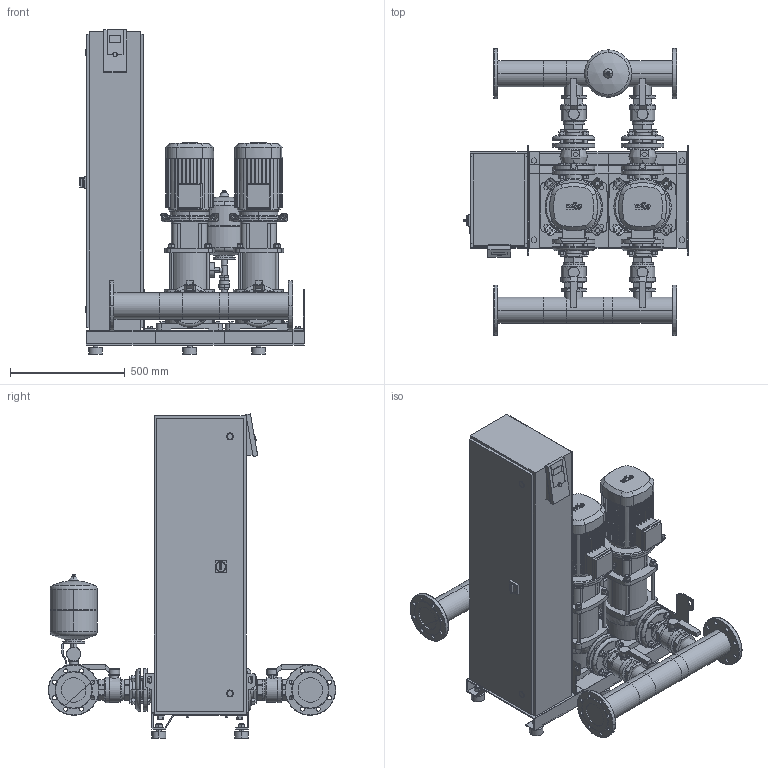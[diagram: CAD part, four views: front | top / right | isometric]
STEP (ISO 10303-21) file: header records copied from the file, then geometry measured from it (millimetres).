
FILE_DESCRIPTION((''),'2;1');
FILE_NAME('3d_SiBoostSmart2HELIXV3602-2540760.stp','2016-01-25T10:20:37',(''),(''),'Mechanical Desktop 2009','Mechanical Desktop 2009',', , ');
FILE_SCHEMA(('CONFIG_CONTROL_DESIGN'));
Length unit declared in the file: millimetre
Products named in the file (1): Product
Bounding box: 980 x 1251 x 1413.4 mm (x, y, z)
Volume: 231667267.2 mm3; surface area: 11922375.9 mm2
Topology: 147 solids, 147 shells, 3424 faces, 8534 edges, 5551 vertices
Faces by surface type: plane 1265, bspline 1211, cylinder 742, cone 138, torus 62, sphere 6
Entity records: 113943 total; most frequent: CARTESIAN_POINT 33814, ORIENTED_EDGE 17024, DIRECTION 15780, EDGE_CURVE 8512, VERTEX_POINT 5546, AXIS2_PLACEMENT_3D 5402, VECTOR 4976, LINE 4976
